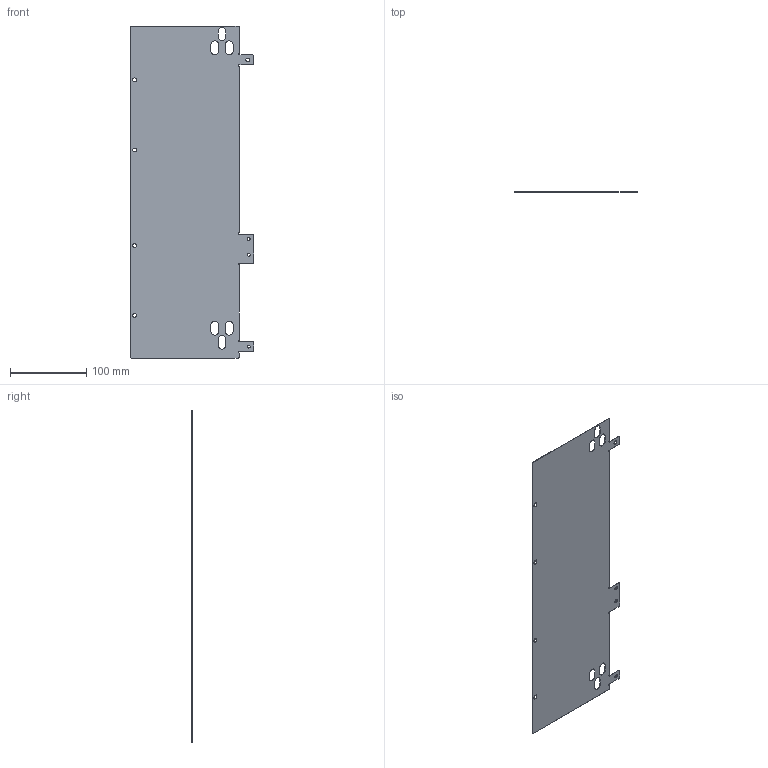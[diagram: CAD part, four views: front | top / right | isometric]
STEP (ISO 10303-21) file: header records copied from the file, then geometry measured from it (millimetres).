
FILE_DESCRIPTION (( 'STEP AP214' ), '1' );
FILE_NAME ('a6_shield_flatmetal.STEP', '2020-05-31T06:30:45', ( 'Windows User' ), ( '' ), 'SwSTEP 2.0', 'SolidWorks 2019', '' );
FILE_SCHEMA (( 'AUTOMOTIVE_DESIGN' ));
Length unit declared in the file: millimetre
Products named in the file (1): a6_shield_flatmetal
Bounding box: 162.4 x 0.5 x 435 mm (x, y, z)
Volume: 31164.8 mm3; surface area: 125512.3 mm2
Topology: 1 solids, 1 shells, 80 faces, 234 edges, 156 vertices
Faces by surface type: cylinder 42, plane 30, cone 8
Entity records: 2788 total; most frequent: DIRECTION 496, CARTESIAN_POINT 471, ORIENTED_EDGE 468, EDGE_CURVE 234, AXIS2_PLACEMENT_3D 181, VERTEX_POINT 156, LINE 134, VECTOR 134
